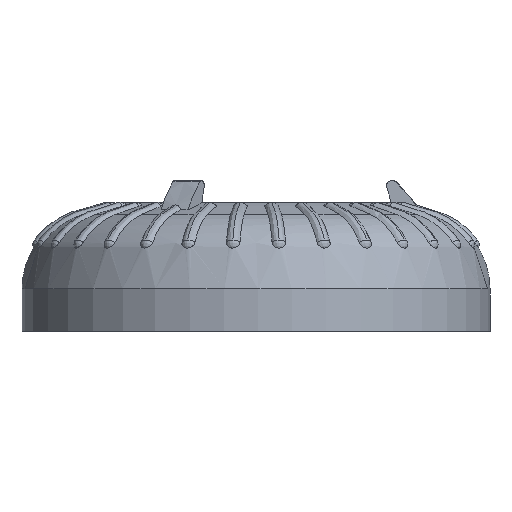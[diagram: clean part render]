
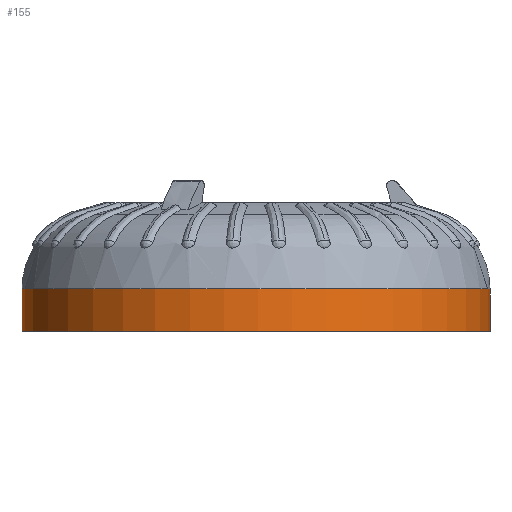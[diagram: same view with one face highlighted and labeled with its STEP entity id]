
A CAD part, front view. The second image highlights one B-rep face of the part: STEP entity #155.
In plain terms, the highlighted cylindrical face has radius 30 mm (diameter 60 mm), a partial arc.
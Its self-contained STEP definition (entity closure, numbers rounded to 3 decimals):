
#155=ADVANCED_FACE('',(#438),#4389,.T.);
#438=FACE_OUTER_BOUND('',#723,.T.);
#723=EDGE_LOOP('',(#1518,#1519,#1520,#1521));
#1518=ORIENTED_EDGE('',*,*,#2440,.F.);
#1519=ORIENTED_EDGE('',*,*,#2439,.T.);
#1520=ORIENTED_EDGE('',*,*,#2647,.T.);
#1521=ORIENTED_EDGE('',*,*,#3085,.F.);
#2439=EDGE_CURVE('',#3898,#4026,#3456,.T.);
#2440=EDGE_CURVE('',#3898,#4296,#3457,.T.);
#2647=EDGE_CURVE('',#4026,#4297,#3664,.T.);
#3085=EDGE_CURVE('',#4296,#4297,#3830,.T.);
#3456=(
BOUNDED_CURVE()
B_SPLINE_CURVE(1,(#13158,#13159),.UNSPECIFIED.,.F.,.F.)
B_SPLINE_CURVE_WITH_KNOTS((2,2),(0.,5.448),.UNSPECIFIED.)
CURVE()
GEOMETRIC_REPRESENTATION_ITEM()
RATIONAL_B_SPLINE_CURVE((1.,1.))
REPRESENTATION_ITEM('')
);
#3457=(
BOUNDED_CURVE()
B_SPLINE_CURVE(2,(#13160,#13161,#13162,#13163,#13164),.UNSPECIFIED.,.F.,
 .F.)
B_SPLINE_CURVE_WITH_KNOTS((3,2,3),(-188.496,-141.372,
-94.248),.UNSPECIFIED.)
CURVE()
GEOMETRIC_REPRESENTATION_ITEM()
RATIONAL_B_SPLINE_CURVE((1.,0.707,1.,0.707,1.))
REPRESENTATION_ITEM('')
);
#3664=(
BOUNDED_CURVE()
B_SPLINE_CURVE(2,(#13733,#13734,#13735,#13736,#13737),.UNSPECIFIED.,.F.,
 .F.)
B_SPLINE_CURVE_WITH_KNOTS((3,2,3),(0.,31.416,62.831),
 .UNSPECIFIED.)
CURVE()
GEOMETRIC_REPRESENTATION_ITEM()
RATIONAL_B_SPLINE_CURVE((1.,0.707,1.,0.707,1.))
REPRESENTATION_ITEM('')
);
#3830=(
BOUNDED_CURVE()
B_SPLINE_CURVE(1,(#18602,#18603),.UNSPECIFIED.,.F.,.F.)
B_SPLINE_CURVE_WITH_KNOTS((2,2),(0.,5.448),.UNSPECIFIED.)
CURVE()
GEOMETRIC_REPRESENTATION_ITEM()
RATIONAL_B_SPLINE_CURVE((1.,1.))
REPRESENTATION_ITEM('')
);
#3898=VERTEX_POINT('',#12203);
#4026=VERTEX_POINT('',#12331);
#4296=VERTEX_POINT('',#12601);
#4297=VERTEX_POINT('',#12602);
#4389=CYLINDRICAL_SURFACE('',#4681,30.);
#4681=AXIS2_PLACEMENT_3D('',#9099,#4775,$);
#4775=DIRECTION('',(0.,0.,1.));
#9099=CARTESIAN_POINT('',(0.,0.,65.1));
#12203=CARTESIAN_POINT('',(30.,0.,15.1));
#12331=CARTESIAN_POINT('',(30.,0.,20.548));
#12601=CARTESIAN_POINT('',(-30.,0.,15.1));
#12602=CARTESIAN_POINT('',(-30.,0.,20.548));
#13158=CARTESIAN_POINT('',(30.,0.,15.1));
#13159=CARTESIAN_POINT('',(30.,0.,20.548));
#13160=CARTESIAN_POINT('',(30.,0.,15.1));
#13161=CARTESIAN_POINT('',(30.,-30.,15.1));
#13162=CARTESIAN_POINT('',(0.,-30.,15.1));
#13163=CARTESIAN_POINT('',(-30.,-30.,15.1));
#13164=CARTESIAN_POINT('',(-30.,0.,15.1));
#13733=CARTESIAN_POINT('',(30.,0.,20.548));
#13734=CARTESIAN_POINT('',(30.,-30.,20.548));
#13735=CARTESIAN_POINT('',(0.,-30.,20.548));
#13736=CARTESIAN_POINT('',(-30.,-30.,20.548));
#13737=CARTESIAN_POINT('',(-30.,0.,20.548));
#18602=CARTESIAN_POINT('',(-30.,0.,15.1));
#18603=CARTESIAN_POINT('',(-30.,0.,20.548));
